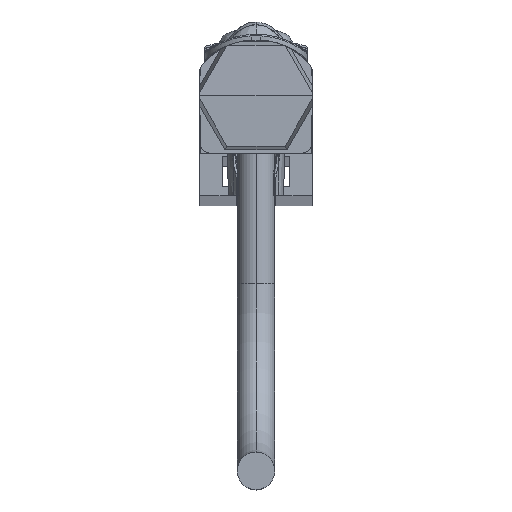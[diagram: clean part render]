
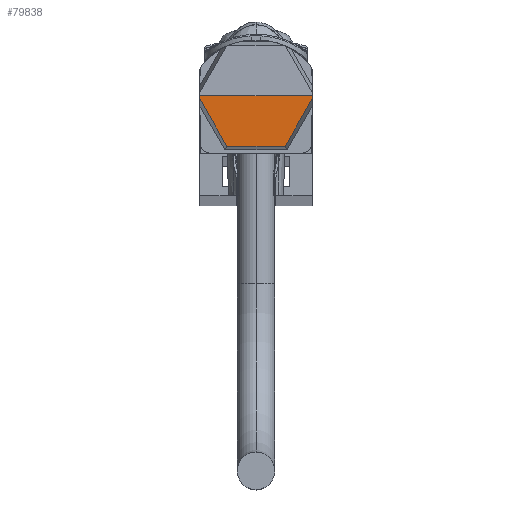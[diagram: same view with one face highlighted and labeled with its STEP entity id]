
A CAD part, top view. The second image highlights one B-rep face of the part: STEP entity #79838.
In plain terms, the highlighted planar face has unit normal (0, -0.018, 1).
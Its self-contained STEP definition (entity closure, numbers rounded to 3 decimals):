
#76725=DIRECTION('',(0.017,-1.,-0.017));
#76726=VECTOR('',#76725,0.323);
#76727=CARTESIAN_POINT('',(-6.,6.1,15.75));
#76728=LINE('',#76727,#76726);
#76729=DIRECTION('',(-0.017,-1.,-0.017));
#76730=VECTOR('',#76729,0.323);
#76731=CARTESIAN_POINT('',(6.,6.1,15.75));
#76732=LINE('',#76731,#76730);
#76733=DIRECTION('',(0.497,0.868,0.015));
#76734=VECTOR('',#76733,5.82);
#76735=CARTESIAN_POINT('',(3.101,0.729,
15.656));
#76736=LINE('',#76735,#76734);
#76737=DIRECTION('',(1.,0.,0.));
#76738=VECTOR('',#76737,6.202);
#76739=CARTESIAN_POINT('',(-3.101,0.729,
15.656));
#76740=LINE('',#76739,#76738);
#76741=DIRECTION('',(0.497,-0.868,-0.015));
#76742=VECTOR('',#76741,5.819);
#76743=CARTESIAN_POINT('',(-5.994,5.777,
15.744));
#76744=LINE('',#76743,#76742);
#76758=DIRECTION('',(1.,0.,0.));
#76759=VECTOR('',#76758,12.);
#76760=CARTESIAN_POINT('',(-6.,6.1,15.75));
#76761=LINE('',#76760,#76759);
#77046=CARTESIAN_POINT('',(-6.,6.1,15.75));
#77047=VERTEX_POINT('',#77046);
#77048=CARTESIAN_POINT('',(6.,6.1,15.75));
#77049=VERTEX_POINT('',#77048);
#77055=CARTESIAN_POINT('',(5.994,5.777,15.744));
#77057=VERTEX_POINT('',#77055);
#77071=CARTESIAN_POINT('',(-5.994,5.777,
15.744));
#77073=VERTEX_POINT('',#77071);
#77078=CARTESIAN_POINT('',(-3.101,0.729,
15.656));
#77079=CARTESIAN_POINT('',(3.101,0.729,
15.656));
#77080=VERTEX_POINT('',#77078);
#77081=VERTEX_POINT('',#77079);
#79821=CARTESIAN_POINT('',(-6.64,6.1,15.75));
#79822=DIRECTION('',(0.,-0.017,1.));
#79823=DIRECTION('',(1.,0.,0.));
#79824=AXIS2_PLACEMENT_3D('',#79821,#79822,#79823);
#79825=PLANE('',#79824);
#79826=ORIENTED_EDGE('',*,*,#79802,.F.);
#79828=ORIENTED_EDGE('',*,*,#79827,.T.);
#79830=ORIENTED_EDGE('',*,*,#79829,.T.);
#79832=ORIENTED_EDGE('',*,*,#79831,.F.);
#79834=ORIENTED_EDGE('',*,*,#79833,.F.);
#79835=ORIENTED_EDGE('',*,*,#79813,.F.);
#79836=EDGE_LOOP('',(#79826,#79828,#79830,#79832,#79834,#79835));
#79837=FACE_OUTER_BOUND('',#79836,.F.);
#79838=ADVANCED_FACE('',(#79837),#79825,.T.);
#79802=EDGE_CURVE('',#77047,#77073,#76728,.T.);
#79813=EDGE_CURVE('',#77073,#77080,#76744,.T.);
#79827=EDGE_CURVE('',#77047,#77049,#76761,.T.);
#79829=EDGE_CURVE('',#77049,#77057,#76732,.T.);
#79831=EDGE_CURVE('',#77081,#77057,#76736,.T.);
#79833=EDGE_CURVE('',#77080,#77081,#76740,.T.);
